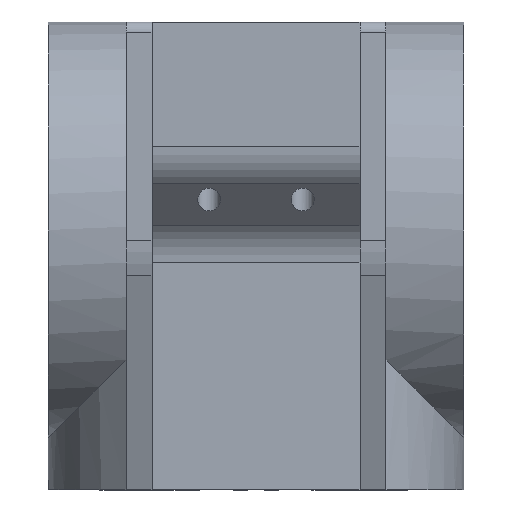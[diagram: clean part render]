
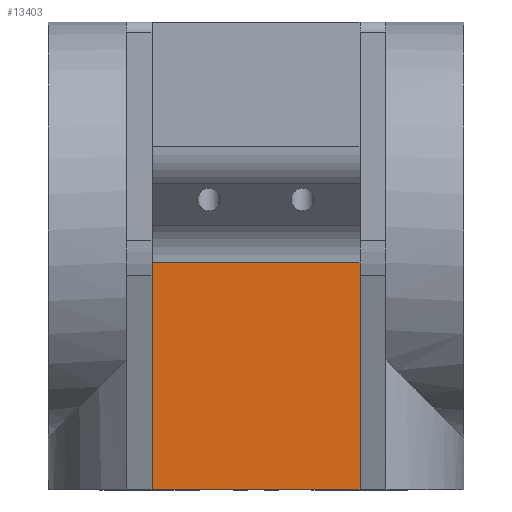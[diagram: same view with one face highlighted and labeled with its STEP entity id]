
A CAD part, front view. The second image highlights one B-rep face of the part: STEP entity #13403.
In plain terms, the highlighted planar face has unit normal (0, -1, 0).
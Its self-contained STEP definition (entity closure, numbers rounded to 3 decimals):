
#9358 = VERTEX_POINT('',#9359);
#9359 = CARTESIAN_POINT('',(-10.,-13.,-7.31));
#9374 = PLANE('',#9375);
#9375 = AXIS2_PLACEMENT_3D('',#9376,#9377,#9378);
#9376 = CARTESIAN_POINT('',(-10.,-13.,-3.142));
#9377 = DIRECTION('',(1.,0.,0.));
#9378 = DIRECTION('',(0.,0.,1.));
#9414 = VERTEX_POINT('',#9415);
#9415 = CARTESIAN_POINT('',(-10.,-13.,-8.69));
#9456 = PLANE('',#9457);
#9457 = AXIS2_PLACEMENT_3D('',#9458,#9459,#9460);
#9458 = CARTESIAN_POINT('',(-10.,-14.956,-8.));
#9459 = DIRECTION('',(1.,0.,0.));
#9460 = DIRECTION('',(0.,0.,-1.));
#9673 = VERTEX_POINT('',#9674);
#9674 = CARTESIAN_POINT('',(10.,-13.,-7.31));
#9689 = PLANE('',#9690);
#9690 = AXIS2_PLACEMENT_3D('',#9691,#9692,#9693);
#9691 = CARTESIAN_POINT('',(10.,-12.756,-8.));
#9692 = DIRECTION('',(-1.,0.,0.));
#9693 = DIRECTION('',(0.,0.,-1.));
#9729 = VERTEX_POINT('',#9730);
#9730 = CARTESIAN_POINT('',(10.,-13.,-8.69));
#9771 = PLANE('',#9772);
#9772 = AXIS2_PLACEMENT_3D('',#9773,#9774,#9775);
#9773 = CARTESIAN_POINT('',(10.,-13.,-3.142));
#9774 = DIRECTION('',(1.,0.,0.));
#9775 = DIRECTION('',(0.,0.,1.));
#11352 = EDGE_CURVE('',#11353,#9358,#11355,.T.);
#11353 = VERTEX_POINT('',#11354);
#11354 = CARTESIAN_POINT('',(-10.,-13.,-3.142));
#11355 = SURFACE_CURVE('',#11356,(#11360,#11367),.PCURVE_S1.);
#11356 = LINE('',#11357,#11358);
#11357 = CARTESIAN_POINT('',(-10.,-13.,-3.142));
#11358 = VECTOR('',#11359,1.);
#11359 = DIRECTION('',(0.,0.,-1.));
#11360 = PCURVE('',#9374,#11361);
#11361 = DEFINITIONAL_REPRESENTATION('',(#11362),#11366);
#11362 = LINE('',#11363,#11364);
#11363 = CARTESIAN_POINT('',(0.,0.));
#11364 = VECTOR('',#11365,1.);
#11365 = DIRECTION('',(-1.,0.));
#11366 = ( GEOMETRIC_REPRESENTATION_CONTEXT(2) 
PARAMETRIC_REPRESENTATION_CONTEXT() REPRESENTATION_CONTEXT('2D SPACE',''
  ) );
#11367 = PCURVE('',#11368,#11373);
#11368 = PLANE('',#11369);
#11369 = AXIS2_PLACEMENT_3D('',#11370,#11371,#11372);
#11370 = CARTESIAN_POINT('',(-10.,-13.,-3.142));
#11371 = DIRECTION('',(0.,1.,0.));
#11372 = DIRECTION('',(0.,0.,-1.));
#11373 = DEFINITIONAL_REPRESENTATION('',(#11374),#11378);
#11374 = LINE('',#11375,#11376);
#11375 = CARTESIAN_POINT('',(0.,0.));
#11376 = VECTOR('',#11377,1.);
#11377 = DIRECTION('',(1.,0.));
#11378 = ( GEOMETRIC_REPRESENTATION_CONTEXT(2) 
PARAMETRIC_REPRESENTATION_CONTEXT() REPRESENTATION_CONTEXT('2D SPACE',''
  ) );
#11397 = CYLINDRICAL_SURFACE('',#11398,5.);
#11398 = AXIS2_PLACEMENT_3D('',#11399,#11400,#11401);
#11399 = CARTESIAN_POINT('',(-10.,-18.,-3.142));
#11400 = DIRECTION('',(-1.,0.,0.));
#11401 = DIRECTION('',(0.,1.,0.));
#11610 = VERTEX_POINT('',#11611);
#11611 = CARTESIAN_POINT('',(-10.,-13.,-25.));
#11625 = PLANE('',#11626);
#11626 = AXIS2_PLACEMENT_3D('',#11627,#11628,#11629);
#11627 = CARTESIAN_POINT('',(-12.5,-20.,-25.));
#11628 = DIRECTION('',(0.,0.,1.));
#11629 = DIRECTION('',(0.,1.,0.));
#11637 = EDGE_CURVE('',#9414,#11610,#11638,.T.);
#11638 = SURFACE_CURVE('',#11639,(#11643,#11650),.PCURVE_S1.);
#11639 = LINE('',#11640,#11641);
#11640 = CARTESIAN_POINT('',(-10.,-13.,-3.142));
#11641 = VECTOR('',#11642,1.);
#11642 = DIRECTION('',(0.,0.,-1.));
#11643 = PCURVE('',#9374,#11644);
#11644 = DEFINITIONAL_REPRESENTATION('',(#11645),#11649);
#11645 = LINE('',#11646,#11647);
#11646 = CARTESIAN_POINT('',(0.,0.));
#11647 = VECTOR('',#11648,1.);
#11648 = DIRECTION('',(-1.,0.));
#11649 = ( GEOMETRIC_REPRESENTATION_CONTEXT(2) 
PARAMETRIC_REPRESENTATION_CONTEXT() REPRESENTATION_CONTEXT('2D SPACE',''
  ) );
#11650 = PCURVE('',#11368,#11651);
#11651 = DEFINITIONAL_REPRESENTATION('',(#11652),#11656);
#11652 = LINE('',#11653,#11654);
#11653 = CARTESIAN_POINT('',(0.,0.));
#11654 = VECTOR('',#11655,1.);
#11655 = DIRECTION('',(1.,0.));
#11656 = ( GEOMETRIC_REPRESENTATION_CONTEXT(2) 
PARAMETRIC_REPRESENTATION_CONTEXT() REPRESENTATION_CONTEXT('2D SPACE',''
  ) );
#11664 = EDGE_CURVE('',#9358,#9414,#11665,.T.);
#11665 = SURFACE_CURVE('',#11666,(#11670,#11677),.PCURVE_S1.);
#11666 = LINE('',#11667,#11668);
#11667 = CARTESIAN_POINT('',(-10.,-13.,-3.142));
#11668 = VECTOR('',#11669,1.);
#11669 = DIRECTION('',(0.,0.,-1.));
#11670 = PCURVE('',#9456,#11671);
#11671 = DEFINITIONAL_REPRESENTATION('',(#11672),#11676);
#11672 = LINE('',#11673,#11674);
#11673 = CARTESIAN_POINT('',(-4.858,1.956));
#11674 = VECTOR('',#11675,1.);
#11675 = DIRECTION('',(1.,0.));
#11676 = ( GEOMETRIC_REPRESENTATION_CONTEXT(2) 
PARAMETRIC_REPRESENTATION_CONTEXT() REPRESENTATION_CONTEXT('2D SPACE',''
  ) );
#11677 = PCURVE('',#11368,#11678);
#11678 = DEFINITIONAL_REPRESENTATION('',(#11679),#11683);
#11679 = LINE('',#11680,#11681);
#11680 = CARTESIAN_POINT('',(0.,0.));
#11681 = VECTOR('',#11682,1.);
#11682 = DIRECTION('',(1.,0.));
#11683 = ( GEOMETRIC_REPRESENTATION_CONTEXT(2) 
PARAMETRIC_REPRESENTATION_CONTEXT() REPRESENTATION_CONTEXT('2D SPACE',''
  ) );
#11895 = EDGE_CURVE('',#9673,#9729,#11896,.T.);
#11896 = SURFACE_CURVE('',#11897,(#11901,#11908),.PCURVE_S1.);
#11897 = LINE('',#11898,#11899);
#11898 = CARTESIAN_POINT('',(10.,-13.,-3.142));
#11899 = VECTOR('',#11900,1.);
#11900 = DIRECTION('',(0.,0.,-1.));
#11901 = PCURVE('',#9689,#11902);
#11902 = DEFINITIONAL_REPRESENTATION('',(#11903),#11907);
#11903 = LINE('',#11904,#11905);
#11904 = CARTESIAN_POINT('',(-4.858,0.244));
#11905 = VECTOR('',#11906,1.);
#11906 = DIRECTION('',(1.,0.));
#11907 = ( GEOMETRIC_REPRESENTATION_CONTEXT(2) 
PARAMETRIC_REPRESENTATION_CONTEXT() REPRESENTATION_CONTEXT('2D SPACE',''
  ) );
#11908 = PCURVE('',#11368,#11909);
#11909 = DEFINITIONAL_REPRESENTATION('',(#11910),#11914);
#11910 = LINE('',#11911,#11912);
#11911 = CARTESIAN_POINT('',(0.,-20.));
#11912 = VECTOR('',#11913,1.);
#11913 = DIRECTION('',(1.,0.));
#11914 = ( GEOMETRIC_REPRESENTATION_CONTEXT(2) 
PARAMETRIC_REPRESENTATION_CONTEXT() REPRESENTATION_CONTEXT('2D SPACE',''
  ) );
#11919 = EDGE_CURVE('',#11920,#9673,#11922,.T.);
#11920 = VERTEX_POINT('',#11921);
#11921 = CARTESIAN_POINT('',(10.,-13.,-3.142));
#11922 = SURFACE_CURVE('',#11923,(#11927,#11934),.PCURVE_S1.);
#11923 = LINE('',#11924,#11925);
#11924 = CARTESIAN_POINT('',(10.,-13.,-3.142));
#11925 = VECTOR('',#11926,1.);
#11926 = DIRECTION('',(0.,0.,-1.));
#11927 = PCURVE('',#9771,#11928);
#11928 = DEFINITIONAL_REPRESENTATION('',(#11929),#11933);
#11929 = LINE('',#11930,#11931);
#11930 = CARTESIAN_POINT('',(0.,0.));
#11931 = VECTOR('',#11932,1.);
#11932 = DIRECTION('',(-1.,0.));
#11933 = ( GEOMETRIC_REPRESENTATION_CONTEXT(2) 
PARAMETRIC_REPRESENTATION_CONTEXT() REPRESENTATION_CONTEXT('2D SPACE',''
  ) );
#11934 = PCURVE('',#11368,#11935);
#11935 = DEFINITIONAL_REPRESENTATION('',(#11936),#11940);
#11936 = LINE('',#11937,#11938);
#11937 = CARTESIAN_POINT('',(0.,-20.));
#11938 = VECTOR('',#11939,1.);
#11939 = DIRECTION('',(1.,0.));
#11940 = ( GEOMETRIC_REPRESENTATION_CONTEXT(2) 
PARAMETRIC_REPRESENTATION_CONTEXT() REPRESENTATION_CONTEXT('2D SPACE',''
  ) );
#12157 = VERTEX_POINT('',#12158);
#12158 = CARTESIAN_POINT('',(10.,-13.,-25.));
#12179 = EDGE_CURVE('',#9729,#12157,#12180,.T.);
#12180 = SURFACE_CURVE('',#12181,(#12185,#12192),.PCURVE_S1.);
#12181 = LINE('',#12182,#12183);
#12182 = CARTESIAN_POINT('',(10.,-13.,-3.142));
#12183 = VECTOR('',#12184,1.);
#12184 = DIRECTION('',(0.,0.,-1.));
#12185 = PCURVE('',#9771,#12186);
#12186 = DEFINITIONAL_REPRESENTATION('',(#12187),#12191);
#12187 = LINE('',#12188,#12189);
#12188 = CARTESIAN_POINT('',(0.,0.));
#12189 = VECTOR('',#12190,1.);
#12190 = DIRECTION('',(-1.,0.));
#12191 = ( GEOMETRIC_REPRESENTATION_CONTEXT(2) 
PARAMETRIC_REPRESENTATION_CONTEXT() REPRESENTATION_CONTEXT('2D SPACE',''
  ) );
#12192 = PCURVE('',#11368,#12193);
#12193 = DEFINITIONAL_REPRESENTATION('',(#12194),#12198);
#12194 = LINE('',#12195,#12196);
#12195 = CARTESIAN_POINT('',(0.,-20.));
#12196 = VECTOR('',#12197,1.);
#12197 = DIRECTION('',(1.,0.));
#12198 = ( GEOMETRIC_REPRESENTATION_CONTEXT(2) 
PARAMETRIC_REPRESENTATION_CONTEXT() REPRESENTATION_CONTEXT('2D SPACE',''
  ) );
#13403 = ADVANCED_FACE('',(#13404),#11368,.F.);
#13404 = FACE_BOUND('',#13405,.F.);
#13405 = EDGE_LOOP('',(#13406,#13427,#13428,#13429,#13430,#13451,#13452,
    #13453));
#13406 = ORIENTED_EDGE('',*,*,#13407,.T.);
#13407 = EDGE_CURVE('',#11353,#11920,#13408,.T.);
#13408 = SURFACE_CURVE('',#13409,(#13413,#13420),.PCURVE_S1.);
#13409 = LINE('',#13410,#13411);
#13410 = CARTESIAN_POINT('',(-10.,-13.,-3.142));
#13411 = VECTOR('',#13412,1.);
#13412 = DIRECTION('',(1.,0.,0.));
#13413 = PCURVE('',#11368,#13414);
#13414 = DEFINITIONAL_REPRESENTATION('',(#13415),#13419);
#13415 = LINE('',#13416,#13417);
#13416 = CARTESIAN_POINT('',(0.,0.));
#13417 = VECTOR('',#13418,1.);
#13418 = DIRECTION('',(0.,-1.));
#13419 = ( GEOMETRIC_REPRESENTATION_CONTEXT(2) 
PARAMETRIC_REPRESENTATION_CONTEXT() REPRESENTATION_CONTEXT('2D SPACE',''
  ) );
#13420 = PCURVE('',#11397,#13421);
#13421 = DEFINITIONAL_REPRESENTATION('',(#13422),#13426);
#13422 = LINE('',#13423,#13424);
#13423 = CARTESIAN_POINT('',(0.,0.));
#13424 = VECTOR('',#13425,1.);
#13425 = DIRECTION('',(0.,-1.));
#13426 = ( GEOMETRIC_REPRESENTATION_CONTEXT(2) 
PARAMETRIC_REPRESENTATION_CONTEXT() REPRESENTATION_CONTEXT('2D SPACE',''
  ) );
#13427 = ORIENTED_EDGE('',*,*,#11919,.T.);
#13428 = ORIENTED_EDGE('',*,*,#11895,.T.);
#13429 = ORIENTED_EDGE('',*,*,#12179,.T.);
#13430 = ORIENTED_EDGE('',*,*,#13431,.F.);
#13431 = EDGE_CURVE('',#11610,#12157,#13432,.T.);
#13432 = SURFACE_CURVE('',#13433,(#13437,#13444),.PCURVE_S1.);
#13433 = LINE('',#13434,#13435);
#13434 = CARTESIAN_POINT('',(-10.,-13.,-25.));
#13435 = VECTOR('',#13436,1.);
#13436 = DIRECTION('',(1.,0.,0.));
#13437 = PCURVE('',#11368,#13438);
#13438 = DEFINITIONAL_REPRESENTATION('',(#13439),#13443);
#13439 = LINE('',#13440,#13441);
#13440 = CARTESIAN_POINT('',(21.858,0.));
#13441 = VECTOR('',#13442,1.);
#13442 = DIRECTION('',(0.,-1.));
#13443 = ( GEOMETRIC_REPRESENTATION_CONTEXT(2) 
PARAMETRIC_REPRESENTATION_CONTEXT() REPRESENTATION_CONTEXT('2D SPACE',''
  ) );
#13444 = PCURVE('',#11625,#13445);
#13445 = DEFINITIONAL_REPRESENTATION('',(#13446),#13450);
#13446 = LINE('',#13447,#13448);
#13447 = CARTESIAN_POINT('',(7.,-2.5));
#13448 = VECTOR('',#13449,1.);
#13449 = DIRECTION('',(0.,-1.));
#13450 = ( GEOMETRIC_REPRESENTATION_CONTEXT(2) 
PARAMETRIC_REPRESENTATION_CONTEXT() REPRESENTATION_CONTEXT('2D SPACE',''
  ) );
#13451 = ORIENTED_EDGE('',*,*,#11637,.F.);
#13452 = ORIENTED_EDGE('',*,*,#11664,.F.);
#13453 = ORIENTED_EDGE('',*,*,#11352,.F.);
